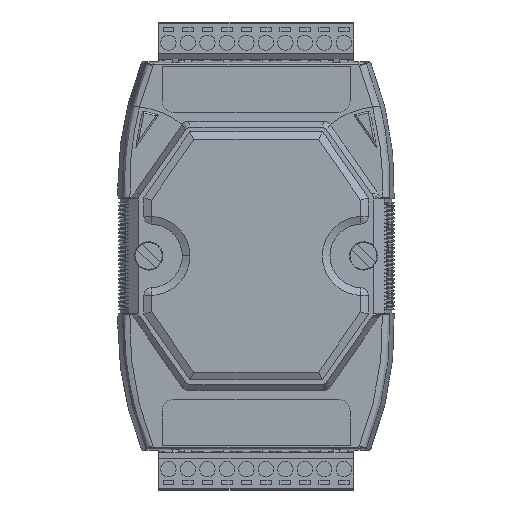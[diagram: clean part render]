
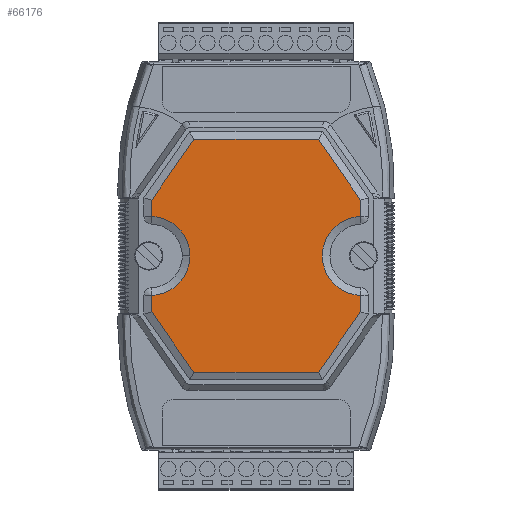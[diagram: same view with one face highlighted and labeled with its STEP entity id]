
A CAD part, top view. The second image highlights one B-rep face of the part: STEP entity #66176.
In plain terms, the highlighted planar face has unit normal (0, 0, 1).
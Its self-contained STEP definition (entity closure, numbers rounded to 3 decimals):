
#632 = CARTESIAN_POINT ( 'NONE',  ( 27.25, -10.296, 13.9 ) ) ;
#670 = ORIENTED_EDGE ( 'NONE', *, *, #40153, .T. ) ;
#1568 = DIRECTION ( 'NONE',  ( 0., 0., -1. ) ) ;
#1886 = ORIENTED_EDGE ( 'NONE', *, *, #90668, .T. ) ;
#2835 = PLANE ( 'NONE',  #10003 ) ;
#3118 = LINE ( 'NONE', #32334, #22004 ) ;
#4071 = CARTESIAN_POINT ( 'NONE',  ( -27.25, 10.296, 13.9 ) ) ;
#5028 = VERTEX_POINT ( 'NONE', #89350 ) ;
#5104 = DIRECTION ( 'NONE',  ( 1., 0., 0. ) ) ;
#5220 = CARTESIAN_POINT ( 'NONE',  ( -16.259, -30.35, 13.9 ) ) ;
#8251 = VECTOR ( 'NONE', #82404, 1000. ) ;
#10003 = AXIS2_PLACEMENT_3D ( 'NONE', #50852, #10928, #66990 ) ;
#10928 = DIRECTION ( 'NONE',  ( 0., 0., 1. ) ) ;
#12609 = AXIS2_PLACEMENT_3D ( 'NONE', #101139, #53122, #5104 ) ;
#13073 = EDGE_CURVE ( 'NONE', #31446, #73205, #52890, .T. ) ;
#13189 = ORIENTED_EDGE ( 'NONE', *, *, #33762, .T. ) ;
#15153 = EDGE_CURVE ( 'NONE', #5028, #39318, #25208, .T. ) ;
#15833 = ORIENTED_EDGE ( 'NONE', *, *, #92786, .T. ) ;
#17038 = ORIENTED_EDGE ( 'NONE', *, *, #29788, .T. ) ;
#20305 = VECTOR ( 'NONE', #101390, 1000. ) ;
#20938 = VECTOR ( 'NONE', #65530, 1000. ) ;
#22004 = VECTOR ( 'NONE', #88381, 1000. ) ;
#22174 = ORIENTED_EDGE ( 'NONE', *, *, #15153, .T. ) ;
#25208 = CIRCLE ( 'NONE', #40634, 10.3 ) ;
#25825 = ORIENTED_EDGE ( 'NONE', *, *, #55295, .T. ) ;
#26328 = AXIS2_PLACEMENT_3D ( 'NONE', #49619, #1568, #57698 ) ;
#27623 = DIRECTION ( 'NONE',  ( 0., -1., 0. ) ) ;
#28307 = CARTESIAN_POINT ( 'NONE',  ( -27.25, 14.536, 13.9 ) ) ;
#28324 = ORIENTED_EDGE ( 'NONE', *, *, #68321, .T. ) ;
#29788 = EDGE_CURVE ( 'NONE', #73101, #57096, #50839, .T. ) ;
#30412 = VERTEX_POINT ( 'NONE', #67821 ) ;
#31446 = VERTEX_POINT ( 'NONE', #85139 ) ;
#31636 = VECTOR ( 'NONE', #102509, 1000. ) ;
#32334 = CARTESIAN_POINT ( 'NONE',  ( 38.887, -2.208, 13.9 ) ) ;
#33382 = CIRCLE ( 'NONE', #12609, 10.3 ) ;
#33462 = ORIENTED_EDGE ( 'NONE', *, *, #13073, .T. ) ;
#33505 = CARTESIAN_POINT ( 'NONE',  ( 27.25, 10.296, 13.9 ) ) ;
#33672 = VERTEX_POINT ( 'NONE', #34750 ) ;
#33762 = EDGE_CURVE ( 'NONE', #30412, #93276, #37977, .T. ) ;
#34738 = CARTESIAN_POINT ( 'NONE',  ( 27.25, -10.296, 13.9 ) ) ;
#34750 = CARTESIAN_POINT ( 'NONE',  ( 27.25, 14.536, 13.9 ) ) ;
#36437 = CARTESIAN_POINT ( 'NONE',  ( -27.25, -10.296, 13.9 ) ) ;
#37319 = CARTESIAN_POINT ( 'NONE',  ( 27.25, -10.296, 13.9 ) ) ;
#37763 = EDGE_CURVE ( 'NONE', #39318, #30412, #33382, .T. ) ;
#37977 = LINE ( 'NONE', #36437, #56715 ) ;
#39052 = VECTOR ( 'NONE', #71510, 1000. ) ;
#39318 = VERTEX_POINT ( 'NONE', #72736 ) ;
#40153 = EDGE_CURVE ( 'NONE', #57096, #102241, #45536, .T. ) ;
#40634 = AXIS2_PLACEMENT_3D ( 'NONE', #46143, #102200, #54156 ) ;
#42247 = LINE ( 'NONE', #89425, #20938 ) ;
#45536 = CIRCLE ( 'NONE', #26328, 10.3 ) ;
#45993 = ORIENTED_EDGE ( 'NONE', *, *, #37763, .T. ) ;
#46143 = CARTESIAN_POINT ( 'NONE',  ( -27.55, 0., 13.9 ) ) ;
#49619 = CARTESIAN_POINT ( 'NONE',  ( 27.55, 0., 13.9 ) ) ;
#50839 = LINE ( 'NONE', #34738, #8251 ) ;
#50852 = CARTESIAN_POINT ( 'NONE',  ( 27.25, -10.296, 13.9 ) ) ;
#52890 = LINE ( 'NONE', #70280, #31636 ) ;
#53122 = DIRECTION ( 'NONE',  ( 0., 0., -1. ) ) ;
#54156 = DIRECTION ( 'NONE',  ( 1., 0., 0. ) ) ;
#55295 = EDGE_CURVE ( 'NONE', #62469, #99237, #101253, .T. ) ;
#56715 = VECTOR ( 'NONE', #92457, 1000. ) ;
#57096 = VERTEX_POINT ( 'NONE', #632 ) ;
#57698 = DIRECTION ( 'NONE',  ( 1., 0., 0. ) ) ;
#58605 = VECTOR ( 'NONE', #86012, 1000. ) ;
#59175 = EDGE_LOOP ( 'NONE', ( #13189, #1886, #25825, #28324, #17038, #670, #64659, #74778, #15833, #33462, #102388, #22174, #45993 ) ) ;
#62469 = VERTEX_POINT ( 'NONE', #5220 ) ;
#64659 = ORIENTED_EDGE ( 'NONE', *, *, #82747, .T. ) ;
#65530 = DIRECTION ( 'NONE',  ( 0.571, 0.821, 0. ) ) ;
#66176 = ADVANCED_FACE ( 'NONE', ( #71385 ), #2835, .T. ) ;
#66990 = DIRECTION ( 'NONE',  ( 1., 0., 0. ) ) ;
#67821 = CARTESIAN_POINT ( 'NONE',  ( -27.25, -10.296, 13.9 ) ) ;
#68321 = EDGE_CURVE ( 'NONE', #99237, #73101, #42247, .T. ) ;
#69362 = VECTOR ( 'NONE', #92387, 1000. ) ;
#69824 = CARTESIAN_POINT ( 'NONE',  ( 17.305, -30.35, 13.9 ) ) ;
#70280 = CARTESIAN_POINT ( 'NONE',  ( -27.608, 14.021, 13.9 ) ) ;
#71028 = CARTESIAN_POINT ( 'NONE',  ( -27.25, -14.536, 13.9 ) ) ;
#71385 = FACE_OUTER_BOUND ( 'NONE', #59175, .T. ) ;
#71510 = DIRECTION ( 'NONE',  ( -1., 0., 0. ) ) ;
#72736 = CARTESIAN_POINT ( 'NONE',  ( -17.25, 0., 13.9 ) ) ;
#73101 = VERTEX_POINT ( 'NONE', #73492 ) ;
#73205 = VERTEX_POINT ( 'NONE', #28307 ) ;
#73492 = CARTESIAN_POINT ( 'NONE',  ( 27.25, -14.536, 13.9 ) ) ;
#74778 = ORIENTED_EDGE ( 'NONE', *, *, #79671, .T. ) ;
#77435 = CARTESIAN_POINT ( 'NONE',  ( 16.259, -30.35, 13.9 ) ) ;
#79577 = CARTESIAN_POINT ( 'NONE',  ( -17.305, 30.35, 13.9 ) ) ;
#79671 = EDGE_CURVE ( 'NONE', #33672, #103324, #3118, .T. ) ;
#81678 = LINE ( 'NONE', #79577, #39052 ) ;
#82404 = DIRECTION ( 'NONE',  ( 0., 1., 0. ) ) ;
#82747 = EDGE_CURVE ( 'NONE', #102241, #33672, #86784, .T. ) ;
#84363 = CARTESIAN_POINT ( 'NONE',  ( -11.486, -37.218, 13.9 ) ) ;
#85139 = CARTESIAN_POINT ( 'NONE',  ( -16.259, 30.35, 13.9 ) ) ;
#85334 = CARTESIAN_POINT ( 'NONE',  ( 16.259, 30.35, 13.9 ) ) ;
#86012 = DIRECTION ( 'NONE',  ( 1., 0., 0. ) ) ;
#86784 = LINE ( 'NONE', #37319, #20305 ) ;
#88381 = DIRECTION ( 'NONE',  ( -0.571, 0.821, 0. ) ) ;
#88645 = LINE ( 'NONE', #4071, #102401 ) ;
#89350 = CARTESIAN_POINT ( 'NONE',  ( -27.25, 10.296, 13.9 ) ) ;
#89425 = CARTESIAN_POINT ( 'NONE',  ( 27.608, -14.021, 13.9 ) ) ;
#90668 = EDGE_CURVE ( 'NONE', #93276, #62469, #90733, .T. ) ;
#90733 = LINE ( 'NONE', #84363, #69362 ) ;
#92387 = DIRECTION ( 'NONE',  ( 0.571, -0.821, 0. ) ) ;
#92457 = DIRECTION ( 'NONE',  ( 0., -1., 0. ) ) ;
#92786 = EDGE_CURVE ( 'NONE', #103324, #31446, #81678, .T. ) ;
#93276 = VERTEX_POINT ( 'NONE', #71028 ) ;
#99237 = VERTEX_POINT ( 'NONE', #77435 ) ;
#101139 = CARTESIAN_POINT ( 'NONE',  ( -27.55, 0., 13.9 ) ) ;
#101253 = LINE ( 'NONE', #69824, #58605 ) ;
#101390 = DIRECTION ( 'NONE',  ( 0., 1., 0. ) ) ;
#101906 = EDGE_CURVE ( 'NONE', #73205, #5028, #88645, .T. ) ;
#102200 = DIRECTION ( 'NONE',  ( 0., 0., -1. ) ) ;
#102241 = VERTEX_POINT ( 'NONE', #33505 ) ;
#102388 = ORIENTED_EDGE ( 'NONE', *, *, #101906, .T. ) ;
#102401 = VECTOR ( 'NONE', #27623, 1000. ) ;
#102509 = DIRECTION ( 'NONE',  ( -0.571, -0.821, 0. ) ) ;
#103324 = VERTEX_POINT ( 'NONE', #85334 ) ;
